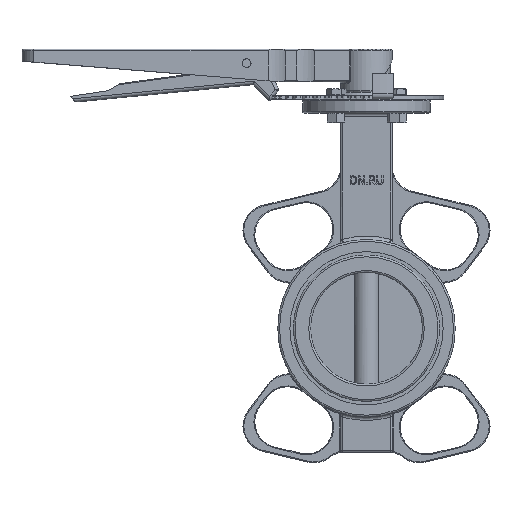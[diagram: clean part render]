
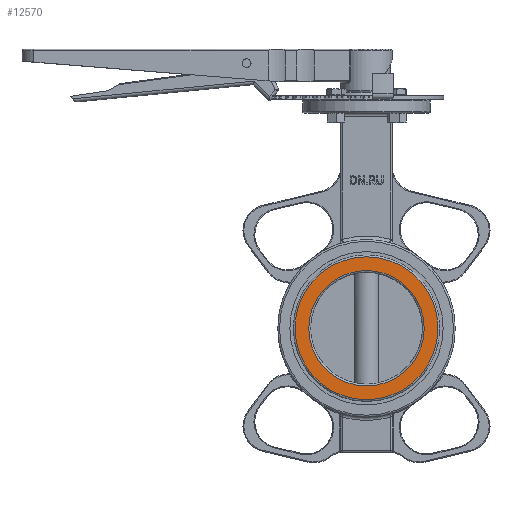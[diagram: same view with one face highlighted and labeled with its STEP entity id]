
A CAD part, top view. The second image highlights one B-rep face of the part: STEP entity #12570.
In plain terms, the highlighted planar face has unit normal (0, 0, 1).
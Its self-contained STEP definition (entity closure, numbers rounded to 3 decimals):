
#188=FACE_BOUND('',#4296,.T.);
#371=PLANE('',#13870);
#3558=FACE_OUTER_BOUND('',#4295,.T.);
#4295=EDGE_LOOP('',(#10253));
#4296=EDGE_LOOP('',(#10254));
#5271=CIRCLE('',#13866,33.5);
#5275=CIRCLE('',#13871,41.5);
#6137=VERTEX_POINT('',#21888);
#6140=VERTEX_POINT('',#21896);
#7614=EDGE_CURVE('',#6137,#6137,#5271,.T.);
#7618=EDGE_CURVE('',#6140,#6140,#5275,.T.);
#10253=ORIENTED_EDGE('',*,*,#7618,.F.);
#10254=ORIENTED_EDGE('',*,*,#7614,.F.);
#12570=ADVANCED_FACE('',(#3558,#188),#371,.T.);
#13866=AXIS2_PLACEMENT_3D('',#21889,#16396,#16397);
#13870=AXIS2_PLACEMENT_3D('',#21895,#16404,#16405);
#13871=AXIS2_PLACEMENT_3D('',#21897,#16406,#16407);
#16396=DIRECTION('center_axis',(0.,0.,1.));
#16397=DIRECTION('ref_axis',(-1.,0.,0.));
#16404=DIRECTION('center_axis',(0.,0.,1.));
#16405=DIRECTION('ref_axis',(1.,0.,0.));
#16406=DIRECTION('center_axis',(0.,0.,-1.));
#16407=DIRECTION('ref_axis',(-1.,0.,0.));
#21888=CARTESIAN_POINT('',(33.5,0.,24.));
#21889=CARTESIAN_POINT('Origin',(0.,0.,24.));
#21895=CARTESIAN_POINT('Origin',(0.,0.,24.));
#21896=CARTESIAN_POINT('',(-41.5,0.,24.));
#21897=CARTESIAN_POINT('Origin',(0.,0.,24.));
